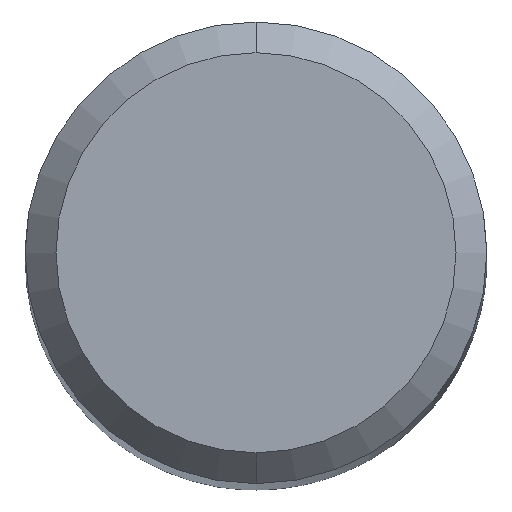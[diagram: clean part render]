
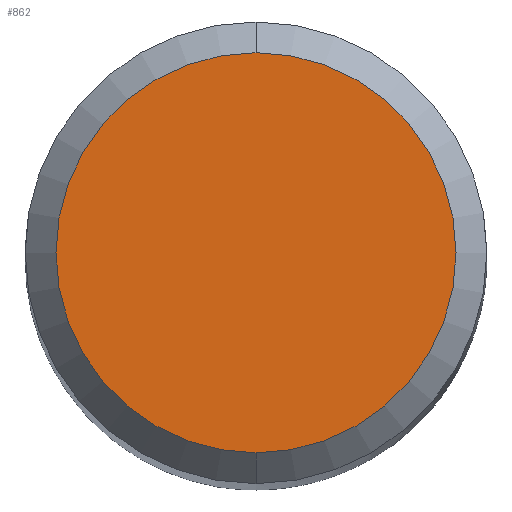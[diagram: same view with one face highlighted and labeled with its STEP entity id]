
A CAD part, top view. The second image highlights one B-rep face of the part: STEP entity #862.
In plain terms, the highlighted planar face has unit normal (0, 0, 1).
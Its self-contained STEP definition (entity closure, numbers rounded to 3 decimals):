
#756=EDGE_CURVE('',#1406,#1016,#2018,.T.);
#862=ADVANCED_FACE('',(#2135),#2136,.T.);
#1016=VERTEX_POINT('',#2308);
#1406=VERTEX_POINT('',#2731);
#1786=EDGE_CURVE('',#1016,#1406,#3148,.T.);
#2018=CIRCLE('',#3577,2.6);
#2135=FACE_OUTER_BOUND('',#3926,.T.);
#2136=PLANE('',#3927);
#2308=CARTESIAN_POINT('',(0.,-2.6,0.0));
#2731=CARTESIAN_POINT('',(0.0,2.6,0.0));
#3148=CIRCLE('',#7007,2.6);
#3577=AXIS2_PLACEMENT_3D('',#7423,#7424,#7425);
#3926=EDGE_LOOP('',(#7530,#7531));
#3927=AXIS2_PLACEMENT_3D('',#7532,#7533,#7534);
#7007=AXIS2_PLACEMENT_3D('',#8556,#8557,#8558);
#7423=CARTESIAN_POINT('',(0.0,0.0,0.0));
#7424=DIRECTION('',(0.0,0.0,-1.0));
#7425=DIRECTION('',(0.0,1.0,0.0));
#7530=ORIENTED_EDGE('',*,*,#756,.F.);
#7531=ORIENTED_EDGE('',*,*,#1786,.F.);
#7532=CARTESIAN_POINT('',(0.0,1.3,0.0));
#7533=DIRECTION('',(-0.0,0.0,1.0));
#7534=DIRECTION('',(0.0,-1.0,0.0));
#8556=CARTESIAN_POINT('',(0.0,0.0,0.0));
#8557=DIRECTION('',(0.0,0.0,-1.0));
#8558=DIRECTION('',(0.0,1.0,0.0));
